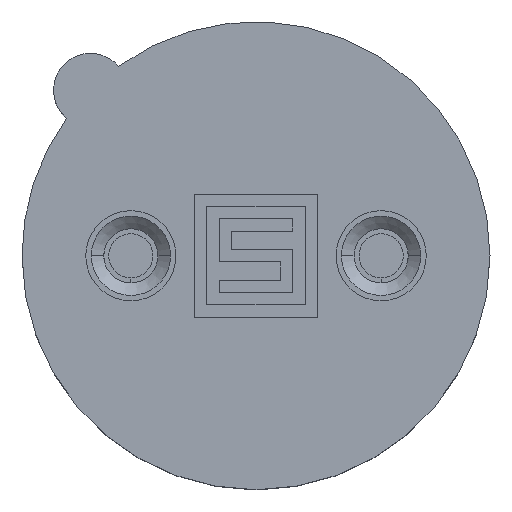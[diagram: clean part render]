
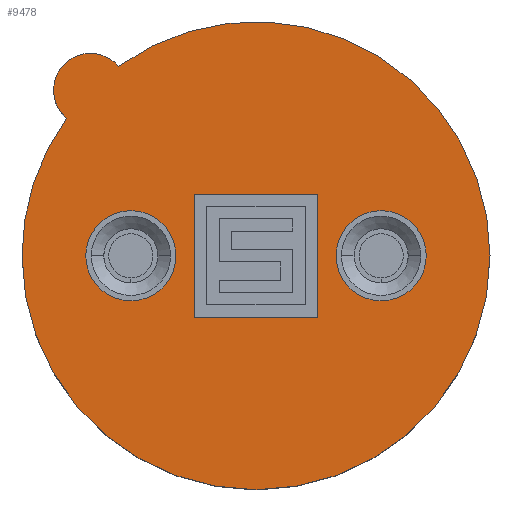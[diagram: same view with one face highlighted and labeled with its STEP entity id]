
A CAD part, top view. The second image highlights one B-rep face of the part: STEP entity #9478.
In plain terms, the highlighted planar face has unit normal (0, 0, 1).
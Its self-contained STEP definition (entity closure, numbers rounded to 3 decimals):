
#84 = CARTESIAN_POINT ( 'NONE',  ( -3.359, 3.359, 3. ) ) ;
#85 = DIRECTION ( 'NONE',  ( 0., 0., 1. ) ) ;
#86 = DIRECTION ( 'NONE',  ( 1., 0., 0. ) ) ;
#160 = CARTESIAN_POINT ( 'NONE',  ( 0., 0., 3. ) ) ;
#161 = DIRECTION ( 'NONE',  ( 0., 0., 1. ) ) ;
#162 = DIRECTION ( 'NONE',  ( 1., 0., 0. ) ) ;
#220 = CARTESIAN_POINT ( 'NONE',  ( -1.25, 1.25, 3. ) ) ;
#222 = DIRECTION ( 'NONE',  ( -1., 0., 0. ) ) ;
#243 = CARTESIAN_POINT ( 'NONE',  ( -2.54, 0., 3. ) ) ;
#244 = DIRECTION ( 'NONE',  ( 0., 0., 1. ) ) ;
#245 = DIRECTION ( 'NONE',  ( 1., 0., 0. ) ) ;
#246 = CARTESIAN_POINT ( 'NONE',  ( -1.25, 1.25, 3. ) ) ;
#248 = DIRECTION ( 'NONE',  ( 0., -1., 0. ) ) ;
#310 = CARTESIAN_POINT ( 'NONE',  ( -3.359, 3.359, 3. ) ) ;
#311 = DIRECTION ( 'NONE',  ( 0., 0., 1. ) ) ;
#312 = DIRECTION ( 'NONE',  ( 1., 0., 0. ) ) ;
#355 = CARTESIAN_POINT ( 'NONE',  ( 0., 0., 3. ) ) ;
#356 = DIRECTION ( 'NONE',  ( 0., 0., 1. ) ) ;
#357 = DIRECTION ( 'NONE',  ( 1., 0., 0. ) ) ;
#370 = CARTESIAN_POINT ( 'NONE',  ( 2.54, 0., 3. ) ) ;
#371 = DIRECTION ( 'NONE',  ( 0., 0., 1. ) ) ;
#372 = DIRECTION ( 'NONE',  ( 1., 0., 0. ) ) ;
#525 = CARTESIAN_POINT ( 'NONE',  ( -2.54, 0., 3. ) ) ;
#526 = DIRECTION ( 'NONE',  ( 0., 0., 1. ) ) ;
#527 = DIRECTION ( 'NONE',  ( 1., 0., 0. ) ) ;
#702 = CARTESIAN_POINT ( 'NONE',  ( -1.25, -1.25, 3. ) ) ;
#704 = DIRECTION ( 'NONE',  ( 1., 0., 0. ) ) ;
#795 = CARTESIAN_POINT ( 'NONE',  ( 2.54, 0., 3. ) ) ;
#796 = DIRECTION ( 'NONE',  ( 0., 0., 1. ) ) ;
#797 = DIRECTION ( 'NONE',  ( 1., 0., 0. ) ) ;
#815 = CARTESIAN_POINT ( 'NONE',  ( 1.25, 1.25, 3. ) ) ;
#817 = DIRECTION ( 'NONE',  ( 0., 1., 0. ) ) ;
#5114 = AXIS2_PLACEMENT_3D ( 'NONE', #5649, #5650, #5651 ) ;
#5412 = AXIS2_PLACEMENT_3D ( 'NONE', #6862, #6863, #6864 ) ;
#5495 = FACE_BOUND ( 'NONE', #11295, .T. ) ;
#5496 = FACE_OUTER_BOUND ( 'NONE', #11235, .T. ) ;
#5497 = FACE_BOUND ( 'NONE', #11254, .T. ) ;
#5500 = FACE_BOUND ( 'NONE', #11289, .T. ) ;
#5639 = PLANE ( 'NONE',  #5114 ) ;
#5649 = CARTESIAN_POINT ( 'NONE',  ( -1.679, 1.679, 3. ) ) ;
#5650 = DIRECTION ( 'NONE',  ( 0., 0., 1. ) ) ;
#5651 = DIRECTION ( 'NONE',  ( 1., 0., 0. ) ) ;
#6496 = CIRCLE ( 'NONE', #5412, 4.75 ) ;
#6578 = CARTESIAN_POINT ( 'NONE',  ( -1.25, 1.25, 3. ) ) ;
#6616 = CARTESIAN_POINT ( 'NONE',  ( 1.25, -1.25, 3. ) ) ;
#6660 = CARTESIAN_POINT ( 'NONE',  ( -3.846, 2.788, 3. ) ) ;
#6672 = CARTESIAN_POINT ( 'NONE',  ( -2.788, 3.846, 3. ) ) ;
#6862 = CARTESIAN_POINT ( 'NONE',  ( 0., 0., 3. ) ) ;
#6863 = DIRECTION ( 'NONE',  ( 0., 0., 1. ) ) ;
#6864 = DIRECTION ( 'NONE',  ( 1., 0., 0. ) ) ;
#8720 = VERTEX_POINT ( 'NONE', #8879 ) ;
#8738 = VERTEX_POINT ( 'NONE', #8797 ) ;
#8763 = VERTEX_POINT ( 'NONE', #8794 ) ;
#8794 = CARTESIAN_POINT ( 'NONE',  ( 1.625, 0., 3. ) ) ;
#8797 = CARTESIAN_POINT ( 'NONE',  ( -4.109, 3.359, 3. ) ) ;
#8822 = VERTEX_POINT ( 'NONE', #8917 ) ;
#8826 = VERTEX_POINT ( 'NONE', #8910 ) ;
#8831 = VERTEX_POINT ( 'NONE', #8919 ) ;
#8838 = VERTEX_POINT ( 'NONE', #8921 ) ;
#8851 = VERTEX_POINT ( 'NONE', #8974 ) ;
#8879 = CARTESIAN_POINT ( 'NONE',  ( 1.25, 1.25, 3. ) ) ;
#8897 = VERTEX_POINT ( 'NONE', #9270 ) ;
#8910 = CARTESIAN_POINT ( 'NONE',  ( 3.455, 0., 3. ) ) ;
#8917 = CARTESIAN_POINT ( 'NONE',  ( -4.75, 0., 3. ) ) ;
#8919 = CARTESIAN_POINT ( 'NONE',  ( 4.75, 0., 3. ) ) ;
#8921 = CARTESIAN_POINT ( 'NONE',  ( -1.625, 0., 3. ) ) ;
#8974 = CARTESIAN_POINT ( 'NONE',  ( -3.455, 0., 3. ) ) ;
#9022 = EDGE_CURVE ( 'NONE', #9721, #8738, #11382, .T. ) ;
#9031 = EDGE_CURVE ( 'NONE', #9709, #8822, #11389, .T. ) ;
#9038 = EDGE_CURVE ( 'NONE', #8720, #9627, #11398, .T. ) ;
#9040 = EDGE_CURVE ( 'NONE', #8838, #8851, #11395, .T. ) ;
#9042 = EDGE_CURVE ( 'NONE', #9627, #8897, #11402, .T. ) ;
#9056 = EDGE_CURVE ( 'NONE', #8738, #9709, #11422, .T. ) ;
#9074 = EDGE_CURVE ( 'NONE', #8831, #9721, #11430, .T. ) ;
#9078 = EDGE_CURVE ( 'NONE', #8763, #8826, #11457, .T. ) ;
#9128 = EDGE_CURVE ( 'NONE', #8851, #8838, #11525, .T. ) ;
#9270 = CARTESIAN_POINT ( 'NONE',  ( -1.25, -1.25, 3. ) ) ;
#9306 = EDGE_CURVE ( 'NONE', #8897, #9665, #11588, .T. ) ;
#9315 = EDGE_CURVE ( 'NONE', #8826, #8763, #11595, .T. ) ;
#9317 = EDGE_CURVE ( 'NONE', #9665, #8720, #11596, .T. ) ;
#9478 = ADVANCED_FACE ( 'NONE', ( #5496, #5500, #5497, #5495 ), #5639, .T. ) ;
#9627 = VERTEX_POINT ( 'NONE', #6578 ) ;
#9665 = VERTEX_POINT ( 'NONE', #6616 ) ;
#9709 = VERTEX_POINT ( 'NONE', #6660 ) ;
#9721 = VERTEX_POINT ( 'NONE', #6672 ) ;
#9953 = EDGE_CURVE ( 'NONE', #8822, #8831, #6496, .T. ) ;
#10284 = ORIENTED_EDGE ( 'NONE', *, *, #9074, .T. ) ;
#10285 = ORIENTED_EDGE ( 'NONE', *, *, #9022, .T. ) ;
#10293 = ORIENTED_EDGE ( 'NONE', *, *, #9031, .T. ) ;
#10295 = ORIENTED_EDGE ( 'NONE', *, *, #9056, .T. ) ;
#10299 = ORIENTED_EDGE ( 'NONE', *, *, #9953, .T. ) ;
#10537 = AXIS2_PLACEMENT_3D ( 'NONE', #84, #85, #86 ) ;
#10539 = AXIS2_PLACEMENT_3D ( 'NONE', #160, #161, #162 ) ;
#10540 = AXIS2_PLACEMENT_3D ( 'NONE', #243, #244, #245 ) ;
#10545 = AXIS2_PLACEMENT_3D ( 'NONE', #310, #311, #312 ) ;
#10551 = AXIS2_PLACEMENT_3D ( 'NONE', #355, #356, #357 ) ;
#10552 = AXIS2_PLACEMENT_3D ( 'NONE', #370, #371, #372 ) ;
#10576 = AXIS2_PLACEMENT_3D ( 'NONE', #525, #526, #527 ) ;
#10579 = AXIS2_PLACEMENT_3D ( 'NONE', #795, #796, #797 ) ;
#11235 = EDGE_LOOP ( 'NONE', ( #10285, #10295, #10293, #10299, #10284 ) ) ;
#11254 = EDGE_LOOP ( 'NONE', ( #11368, #11353 ) ) ;
#11289 = EDGE_LOOP ( 'NONE', ( #11356, #11359 ) ) ;
#11295 = EDGE_LOOP ( 'NONE', ( #11364, #11366, #11363, #11352 ) ) ;
#11352 = ORIENTED_EDGE ( 'NONE', *, *, #9306, .F. ) ;
#11353 = ORIENTED_EDGE ( 'NONE', *, *, #9078, .F. ) ;
#11356 = ORIENTED_EDGE ( 'NONE', *, *, #9040, .F. ) ;
#11359 = ORIENTED_EDGE ( 'NONE', *, *, #9128, .F. ) ;
#11363 = ORIENTED_EDGE ( 'NONE', *, *, #9317, .F. ) ;
#11364 = ORIENTED_EDGE ( 'NONE', *, *, #9042, .F. ) ;
#11366 = ORIENTED_EDGE ( 'NONE', *, *, #9038, .F. ) ;
#11368 = ORIENTED_EDGE ( 'NONE', *, *, #9315, .F. ) ;
#11382 = CIRCLE ( 'NONE', #10537, 0.75 ) ;
#11389 = CIRCLE ( 'NONE', #10539, 4.75 ) ;
#11395 = CIRCLE ( 'NONE', #10540, 0.915 ) ;
#11398 = LINE ( 'NONE', #220, #11401 ) ;
#11401 = VECTOR ( 'NONE', #222, 1000. ) ;
#11402 = LINE ( 'NONE', #246, #11406 ) ;
#11406 = VECTOR ( 'NONE', #248, 1000. ) ;
#11422 = CIRCLE ( 'NONE', #10545, 0.75 ) ;
#11430 = CIRCLE ( 'NONE', #10551, 4.75 ) ;
#11457 = CIRCLE ( 'NONE', #10552, 0.915 ) ;
#11525 = CIRCLE ( 'NONE', #10576, 0.915 ) ;
#11588 = LINE ( 'NONE', #702, #11590 ) ;
#11590 = VECTOR ( 'NONE', #704, 1000. ) ;
#11595 = CIRCLE ( 'NONE', #10579, 0.915 ) ;
#11596 = LINE ( 'NONE', #815, #11597 ) ;
#11597 = VECTOR ( 'NONE', #817, 1000. ) ;
